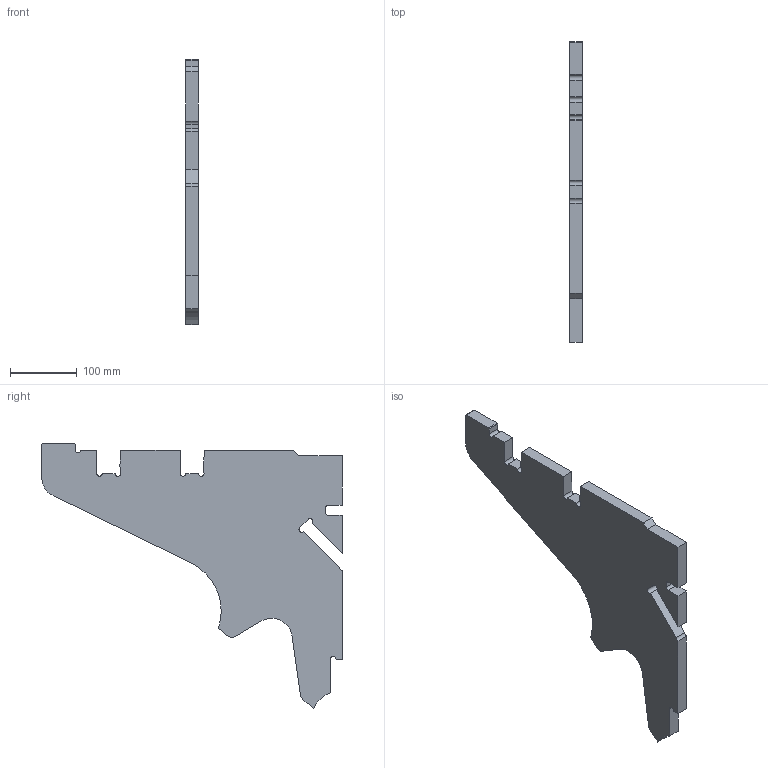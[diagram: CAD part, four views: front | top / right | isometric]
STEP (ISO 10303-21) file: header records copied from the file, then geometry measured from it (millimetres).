
FILE_DESCRIPTION(('CATIA V5 STEP Exchange'),'2;1');
FILE_NAME('BKT_3.5_Pied18_IntHaut.stp','2018-11-01T12:05:29+00:00',('none'),('none'),'CATIA Version 5 Release 20 GA (IN-10)','CATIA V5 STEP AP203','none');
FILE_SCHEMA(('CONFIG_CONTROL_DESIGN'));
Length unit declared in the file: millimetre
Products named in the file (1): BKT_3.5_Pied18_IntHaut
Bounding box: 18 x 450 x 396.98 mm (x, y, z)
Volume: 1514052.3 mm3; surface area: 203040 mm2
Topology: 1 solids, 1 shells, 55 faces, 159 edges, 106 vertices
Faces by surface type: plane 38, cylinder 17
Entity records: 1785 total; most frequent: ORIENTED_EDGE 318, CARTESIAN_POINT 315, DIRECTION 257, EDGE_CURVE 159, VECTOR 125, LINE 125, VERTEX_POINT 106, AXIS2_PLACEMENT_3D 84
